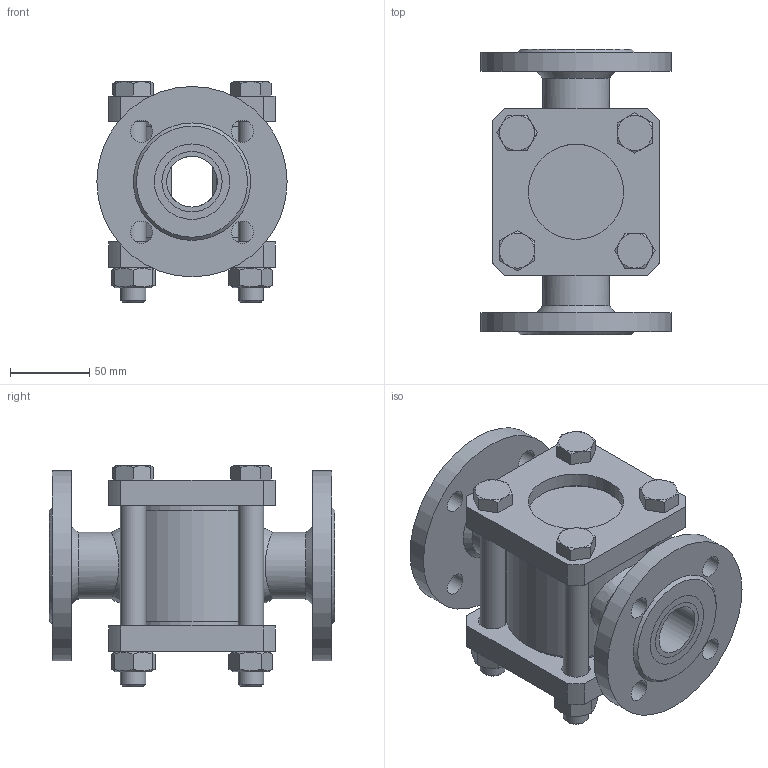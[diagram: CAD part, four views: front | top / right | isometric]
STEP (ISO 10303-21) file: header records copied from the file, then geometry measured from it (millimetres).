
FILE_DESCRIPTION((''),'2;1');
FILE_NAME('ФБ08 011 032 000.stp','2015-03-24T09:24:28',('��������'),(''),'Autodesk Inventor 2013','Autodesk Inventor 2013','');
FILE_SCHEMA(('AUTOMOTIVE_DESIGN { 1 0 10303 214 1 1 1 1 }'));
Length unit declared in the file: millimetre
Products named in the file (15): ФБ08 011 032 000; ФБ08 010 032 010; ФБ08 010 032 010_Сварные швы; ФБ08 110 032 013; ФБ08 140 032 012; ФБ08 140 032 012_1; ФБ08 010 032 013; ФБ08 010 032 013_1; ФБ08 010 020 013; Стекло В80х15 ГОСТ21836-88; ФБ08 010 020 001; ФБ08 010 020 003; ФБ08 010 020 008; Болт ГОСТ 7796-70 M16-6gx130; Гайка ГОСТ 5915-70 M16
Assembly tree (25 placements, depth 3):
  ФБ08 011 032 000
    ФБ08 010 032 010
      ФБ08 010 032 010_Сварные швы
      ФБ08 110 032 013
      ФБ08 140 032 012
      ФБ08 140 032 012_1
      ФБ08 010 032 013
      ФБ08 010 032 013_1
      ФБ08 010 020 013  x2
    Стекло В80х15 ГОСТ21836-88  x2
    ФБ08 010 020 001  x2
    ФБ08 010 020 003  x2
    ФБ08 010 020 008  x2
    Болт ГОСТ 7796-70 M16-6gx130  x4
    Гайка ГОСТ 5915-70 M16  x4
Bounding box: 120 x 180 x 139 mm (x, y, z)
Volume: 905978.2 mm3; surface area: 274238.4 mm2
Topology: 29 solids, 29 shells, 280 faces, 625 edges, 409 vertices
Faces by surface type: plane 140, cylinder 74, cone 60, torus 4, bspline 2
Full cylindrical faces by diameter (mm): 4 x2, 13.835 x4, 14 x8, 16 x4, 18 x8, 32 x4, 38 x6, 42 x6, 60 x2, 62 x2, 70 x1, 72 x2, 80 x2, 82 x8, 88 x1, 120 x2
Entity records: 5523 total; most frequent: CARTESIAN_POINT 2034, DIRECTION 676, ORIENTED_EDGE 482, AXIS2_PLACEMENT_3D 304, EDGE_LOOP 270, EDGE_CURVE 241, VERTEX_POINT 195, FACE_OUTER_BOUND 146
